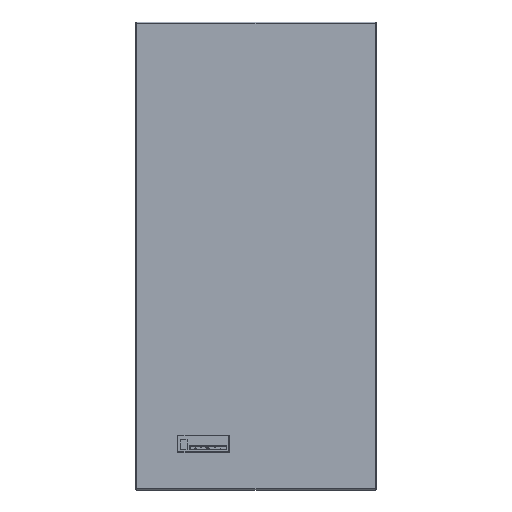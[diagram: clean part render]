
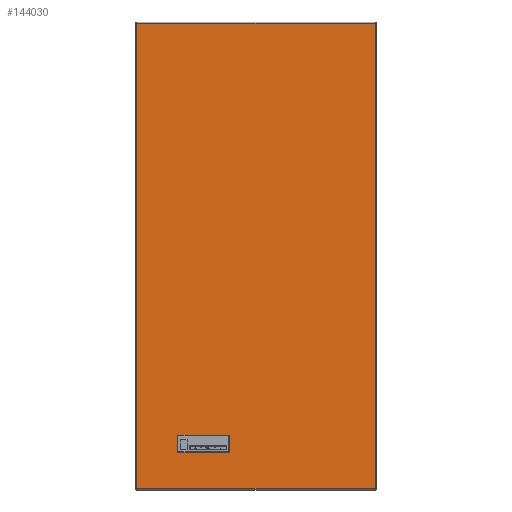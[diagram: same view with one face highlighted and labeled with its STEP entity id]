
A CAD part, top view. The second image highlights one B-rep face of the part: STEP entity #144030.
In plain terms, the highlighted planar face has unit normal (0, 0, 1).
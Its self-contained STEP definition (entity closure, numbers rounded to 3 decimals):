
#129830=CARTESIAN_POINT('',(-219.,-434.325,128.));
#129840=VERTEX_POINT('',#129830);
#142960=CARTESIAN_POINT('',(0.,-7.,128.));
#142970=DIRECTION('',(0.,0.,1.));
#142980=DIRECTION('',(1.,0.,0.));
#142990=AXIS2_PLACEMENT_3D('',#142960,#142970,#142980);
#143000=PLANE('',#142990);
#143010=CARTESIAN_POINT('',(-144.8,-7.,128.));
#143020=DIRECTION('',(0.,1.,0.));
#143030=VECTOR('',#143020,1.);
#143040=LINE('',#143010,#143030);
#143050=CARTESIAN_POINT('',(-144.8,-365.925,128.));
#143060=VERTEX_POINT('',#143050);
#143070=CARTESIAN_POINT('',(-144.8,-337.925,128.));
#143080=VERTEX_POINT('',#143070);
#143090=EDGE_CURVE('',#143060,#143080,#143040,.T.);
#143100=ORIENTED_EDGE('',*,*,#143090,.T.);
#143110=CARTESIAN_POINT('',(-143.3,-365.925,128.));
#143120=DIRECTION('',(0.,0.,1.));
#143130=DIRECTION('',(-1.,0.,0.));
#143140=AXIS2_PLACEMENT_3D('',#143110,#143120,#143130);
#143150=CIRCLE('',#143140,1.5);
#143160=CARTESIAN_POINT('',(-143.3,-367.425,128.));
#143170=VERTEX_POINT('',#143160);
#143180=EDGE_CURVE('',#143060,#143170,#143150,.T.);
#143190=ORIENTED_EDGE('',*,*,#143180,.F.);
#143200=CARTESIAN_POINT('',(0.,-367.425,128.));
#143210=DIRECTION('',(-1.,0.,0.));
#143220=VECTOR('',#143210,1.);
#143230=LINE('',#143200,#143220);
#143240=CARTESIAN_POINT('',(-50.3,-367.425,128.));
#143250=VERTEX_POINT('',#143240);
#143260=EDGE_CURVE('',#143250,#143170,#143230,.T.);
#143270=ORIENTED_EDGE('',*,*,#143260,.T.);
#143280=CARTESIAN_POINT('',(-50.3,-365.925,128.));
#143290=DIRECTION('',(0.,0.,1.));
#143300=DIRECTION('',(0.,-1.,0.));
#143310=AXIS2_PLACEMENT_3D('',#143280,#143290,#143300);
#143320=CIRCLE('',#143310,1.5);
#143330=CARTESIAN_POINT('',(-48.8,-365.925,128.));
#143340=VERTEX_POINT('',#143330);
#143350=EDGE_CURVE('',#143250,#143340,#143320,.T.);
#143360=ORIENTED_EDGE('',*,*,#143350,.F.);
#143370=CARTESIAN_POINT('',(-48.8,-7.,128.));
#143380=DIRECTION('',(0.,-1.,0.));
#143390=VECTOR('',#143380,1.);
#143400=LINE('',#143370,#143390);
#143410=CARTESIAN_POINT('',(-48.8,-337.925,128.));
#143420=VERTEX_POINT('',#143410);
#143430=EDGE_CURVE('',#143420,#143340,#143400,.T.);
#143440=ORIENTED_EDGE('',*,*,#143430,.T.);
#143450=CARTESIAN_POINT('',(-50.3,-337.925,128.));
#143460=DIRECTION('',(0.,0.,1.));
#143470=DIRECTION('',(1.,0.,0.));
#143480=AXIS2_PLACEMENT_3D('',#143450,#143460,#143470);
#143490=CIRCLE('',#143480,1.5);
#143500=CARTESIAN_POINT('',(-50.3,-336.425,128.));
#143510=VERTEX_POINT('',#143500);
#143520=EDGE_CURVE('',#143420,#143510,#143490,.T.);
#143530=ORIENTED_EDGE('',*,*,#143520,.F.);
#143540=CARTESIAN_POINT('',(0.,-336.425,128.));
#143550=DIRECTION('',(1.,0.,0.));
#143560=VECTOR('',#143550,1.);
#143570=LINE('',#143540,#143560);
#143580=CARTESIAN_POINT('',(-143.3,-336.425,128.));
#143590=VERTEX_POINT('',#143580);
#143600=EDGE_CURVE('',#143590,#143510,#143570,.T.);
#143610=ORIENTED_EDGE('',*,*,#143600,.T.);
#143620=CARTESIAN_POINT('',(-143.3,-337.925,128.));
#143630=DIRECTION('',(0.,0.,1.));
#143640=DIRECTION('',(0.,1.,0.));
#143650=AXIS2_PLACEMENT_3D('',#143620,#143630,#143640);
#143660=CIRCLE('',#143650,1.5);
#143670=EDGE_CURVE('',#143590,#143080,#143660,.T.);
#143680=ORIENTED_EDGE('',*,*,#143670,.F.);
#143690=EDGE_LOOP('',(#143680,#143610,#143530,#143440,#143360,#143270,
#143190,#143100));
#143700=FACE_BOUND('',#143690,.T.);
#143710=CARTESIAN_POINT('',(-219.,-7.,128.));
#143720=DIRECTION('',(0.,1.,0.));
#143730=VECTOR('',#143720,1.);
#143740=LINE('',#143710,#143730);
#143750=CARTESIAN_POINT('',(-219.,420.325,128.));
#143760=VERTEX_POINT('',#143750);
#143770=EDGE_CURVE('',#129840,#143760,#143740,.T.);
#143780=ORIENTED_EDGE('',*,*,#143770,.F.);
#143790=CARTESIAN_POINT('',(0.,420.325,128.));
#143800=DIRECTION('',(-1.,0.,0.));
#143810=VECTOR('',#143800,1.);
#143820=LINE('',#143790,#143810);
#143830=CARTESIAN_POINT('',(219.,420.325,128.));
#143840=VERTEX_POINT('',#143830);
#143850=EDGE_CURVE('',#143840,#143760,#143820,.T.);
#143860=ORIENTED_EDGE('',*,*,#143850,.T.);
#143870=CARTESIAN_POINT('',(219.,0.,128.));
#143880=DIRECTION('',(0.,1.,0.));
#143890=VECTOR('',#143880,1.);
#143900=LINE('',#143870,#143890);
#143910=CARTESIAN_POINT('',(219.,-434.325,128.));
#143920=VERTEX_POINT('',#143910);
#143930=EDGE_CURVE('',#143920,#143840,#143900,.T.);
#143940=ORIENTED_EDGE('',*,*,#143930,.T.);
#143950=CARTESIAN_POINT('',(0.,-434.325,128.));
#143960=DIRECTION('',(-1.,0.,0.));
#143970=VECTOR('',#143960,1.);
#143980=LINE('',#143950,#143970);
#143990=EDGE_CURVE('',#143920,#129840,#143980,.T.);
#144000=ORIENTED_EDGE('',*,*,#143990,.F.);
#144010=EDGE_LOOP('',(#144000,#143940,#143860,#143780));
#144020=FACE_OUTER_BOUND('',#144010,.T.);
#144030=ADVANCED_FACE('',(#143700,#144020),#143000,.T.);
